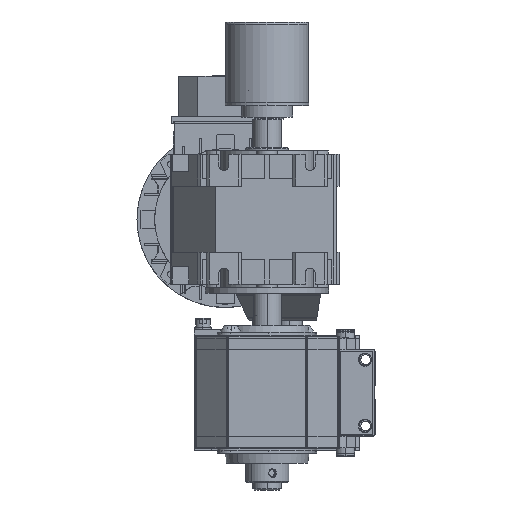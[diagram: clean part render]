
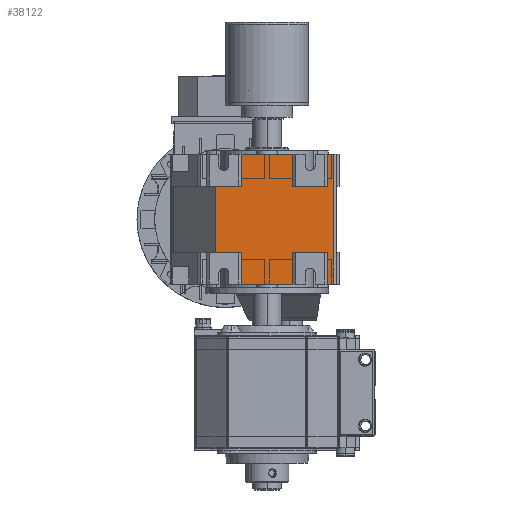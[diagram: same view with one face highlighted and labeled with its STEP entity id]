
A CAD part, left-side view. The second image highlights one B-rep face of the part: STEP entity #38122.
In plain terms, the highlighted planar face has unit normal (-1, 0, 0).
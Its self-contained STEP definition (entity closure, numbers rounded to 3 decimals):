
#250 = VECTOR ( 'NONE', #807, 1000. ) ;
#252 = LINE ( 'NONE', #806, #250 ) ;
#806 = CARTESIAN_POINT ( 'NONE',  ( -48., -45., 42. ) ) ;
#807 = DIRECTION ( 'NONE',  ( 0., 0., 1. ) ) ;
#2104 = PLANE ( 'NONE',  #95926 ) ;
#2105 = CARTESIAN_POINT ( 'NONE',  ( -48., 45., 42. ) ) ;
#2110 = DIRECTION ( 'NONE',  ( -1., 0., 0. ) ) ;
#2111 = DIRECTION ( 'NONE',  ( 0., 0., 1. ) ) ;
#25028 = VERTEX_POINT ( 'NONE', #88583 ) ;
#25029 = VERTEX_POINT ( 'NONE', #88584 ) ;
#25034 = VERTEX_POINT ( 'NONE', #88589 ) ;
#25036 = VERTEX_POINT ( 'NONE', #88591 ) ;
#25038 = VERTEX_POINT ( 'NONE', #88593 ) ;
#25039 = VERTEX_POINT ( 'NONE', #88594 ) ;
#25041 = VERTEX_POINT ( 'NONE', #88596 ) ;
#25042 = VERTEX_POINT ( 'NONE', #88597 ) ;
#25045 = VERTEX_POINT ( 'NONE', #88600 ) ;
#25047 = VERTEX_POINT ( 'NONE', #88602 ) ;
#25086 = VERTEX_POINT ( 'NONE', #88641 ) ;
#25153 = VERTEX_POINT ( 'NONE', #88708 ) ;
#25162 = VERTEX_POINT ( 'NONE', #88717 ) ;
#25165 = VERTEX_POINT ( 'NONE', #88720 ) ;
#25166 = VERTEX_POINT ( 'NONE', #88721 ) ;
#25170 = VERTEX_POINT ( 'NONE', #88725 ) ;
#27744 = EDGE_LOOP ( 'NONE', ( #42897, #42898, #42899, #42900, #42901, #42902, #42903, #42904, #42905, #42906, #42907, #42908, #42909, #42910, #42911, #42912 ) ) ;
#36877 = EDGE_CURVE ( 'NONE', #25036, #25038, #98258, .T. ) ;
#36880 = EDGE_CURVE ( 'NONE', #25038, #25028, #98285, .T. ) ;
#36884 = EDGE_CURVE ( 'NONE', #25028, #25039, #98339, .T. ) ;
#36890 = EDGE_CURVE ( 'NONE', #25039, #25042, #98430, .T. ) ;
#36896 = EDGE_CURVE ( 'NONE', #25042, #25034, #98505, .T. ) ;
#36899 = EDGE_CURVE ( 'NONE', #25034, #25045, #98538, .T. ) ;
#36905 = EDGE_CURVE ( 'NONE', #25045, #25041, #98626, .T. ) ;
#36909 = EDGE_CURVE ( 'NONE', #25041, #25047, #98670, .T. ) ;
#36913 = EDGE_CURVE ( 'NONE', #25047, #25029, #98709, .T. ) ;
#37022 = EDGE_CURVE ( 'NONE', #25029, #25086, #252, .T. ) ;
#37179 = EDGE_CURVE ( 'NONE', #25153, #25036, #72692, .T. ) ;
#37211 = EDGE_CURVE ( 'NONE', #25165, #25153, #72857, .T. ) ;
#37217 = EDGE_CURVE ( 'NONE', #25166, #25086, #72898, .T. ) ;
#37219 = EDGE_CURVE ( 'NONE', #25162, #25166, #72908, .T. ) ;
#37220 = EDGE_CURVE ( 'NONE', #25162, #25170, #72902, .T. ) ;
#37222 = EDGE_CURVE ( 'NONE', #25165, #25170, #72923, .T. ) ;
#38122 = ADVANCED_FACE ( 'FACE187', ( #88242 ), #2104, .T. ) ;
#42897 = ORIENTED_EDGE ( 'NONE', *, *, #37217, .F. ) ;
#42898 = ORIENTED_EDGE ( 'NONE', *, *, #37219, .F. ) ;
#42899 = ORIENTED_EDGE ( 'NONE', *, *, #37220, .T. ) ;
#42900 = ORIENTED_EDGE ( 'NONE', *, *, #37222, .F. ) ;
#42901 = ORIENTED_EDGE ( 'NONE', *, *, #37211, .T. ) ;
#42902 = ORIENTED_EDGE ( 'NONE', *, *, #37179, .T. ) ;
#42903 = ORIENTED_EDGE ( 'NONE', *, *, #36877, .T. ) ;
#42904 = ORIENTED_EDGE ( 'NONE', *, *, #36880, .T. ) ;
#42905 = ORIENTED_EDGE ( 'NONE', *, *, #36884, .T. ) ;
#42906 = ORIENTED_EDGE ( 'NONE', *, *, #36890, .T. ) ;
#42907 = ORIENTED_EDGE ( 'NONE', *, *, #36896, .T. ) ;
#42908 = ORIENTED_EDGE ( 'NONE', *, *, #36899, .T. ) ;
#42909 = ORIENTED_EDGE ( 'NONE', *, *, #36905, .T. ) ;
#42910 = ORIENTED_EDGE ( 'NONE', *, *, #36909, .T. ) ;
#42911 = ORIENTED_EDGE ( 'NONE', *, *, #36913, .T. ) ;
#42912 = ORIENTED_EDGE ( 'NONE', *, *, #37022, .T. ) ;
#72692 = LINE ( 'NONE', #77633, #72696 ) ;
#72696 = VECTOR ( 'NONE', #77634, 1000. ) ;
#72857 = LINE ( 'NONE', #77797, #72865 ) ;
#72865 = VECTOR ( 'NONE', #77799, 1000. ) ;
#72880 = VECTOR ( 'NONE', #77827, 1000. ) ;
#72893 = VECTOR ( 'NONE', #77837, 1000. ) ;
#72898 = LINE ( 'NONE', #77826, #72880 ) ;
#72902 = LINE ( 'NONE', #77830, #72920 ) ;
#72908 = LINE ( 'NONE', #77835, #72893 ) ;
#72913 = VECTOR ( 'NONE', #77850, 1000. ) ;
#72920 = VECTOR ( 'NONE', #77829, 1000. ) ;
#72923 = LINE ( 'NONE', #77848, #72913 ) ;
#77633 = CARTESIAN_POINT ( 'NONE',  ( -48., 45., 42. ) ) ;
#77634 = DIRECTION ( 'NONE',  ( 0., 0., -1. ) ) ;
#77797 = CARTESIAN_POINT ( 'NONE',  ( -48., 45., 18. ) ) ;
#77799 = DIRECTION ( 'NONE',  ( 0., 1., 0. ) ) ;
#77826 = CARTESIAN_POINT ( 'NONE',  ( -48., 45., 18. ) ) ;
#77827 = DIRECTION ( 'NONE',  ( 0., -1., 0. ) ) ;
#77829 = DIRECTION ( 'NONE',  ( 0., 1., 0. ) ) ;
#77830 = CARTESIAN_POINT ( 'NONE',  ( -48., 23., 35.987 ) ) ;
#77835 = CARTESIAN_POINT ( 'NONE',  ( -48., -23., -1. ) ) ;
#77837 = DIRECTION ( 'NONE',  ( 0., 0., -1. ) ) ;
#77848 = CARTESIAN_POINT ( 'NONE',  ( -48., 23., -1. ) ) ;
#77850 = DIRECTION ( 'NONE',  ( 0., 0., 1. ) ) ;
#88242 = FACE_OUTER_BOUND ( 'NONE', #27744, .T. ) ;
#88583 = CARTESIAN_POINT ( 'NONE',  ( -48., 23., -42. ) ) ;
#88584 = CARTESIAN_POINT ( 'NONE',  ( -48., -45., -18. ) ) ;
#88589 = CARTESIAN_POINT ( 'NONE',  ( -48., -45., -46. ) ) ;
#88591 = CARTESIAN_POINT ( 'NONE',  ( -48., 45., -18. ) ) ;
#88593 = CARTESIAN_POINT ( 'NONE',  ( -48., 23., -18. ) ) ;
#88594 = CARTESIAN_POINT ( 'NONE',  ( -48., 45., -42. ) ) ;
#88596 = CARTESIAN_POINT ( 'NONE',  ( -48., -23., -42. ) ) ;
#88597 = CARTESIAN_POINT ( 'NONE',  ( -48., 45., -46. ) ) ;
#88600 = CARTESIAN_POINT ( 'NONE',  ( -48., -45., -42. ) ) ;
#88602 = CARTESIAN_POINT ( 'NONE',  ( -48., -23., -18. ) ) ;
#88641 = CARTESIAN_POINT ( 'NONE',  ( -48., -45., 18. ) ) ;
#88708 = CARTESIAN_POINT ( 'NONE',  ( -48., 45., 18. ) ) ;
#88717 = CARTESIAN_POINT ( 'NONE',  ( -48., -23., 35.987 ) ) ;
#88720 = CARTESIAN_POINT ( 'NONE',  ( -48., 23., 18. ) ) ;
#88721 = CARTESIAN_POINT ( 'NONE',  ( -48., -23., 18. ) ) ;
#88725 = CARTESIAN_POINT ( 'NONE',  ( -48., 23., 35.987 ) ) ;
#95926 = AXIS2_PLACEMENT_3D ( 'NONE', #2105, #2110, #2111 ) ;
#96325 = CARTESIAN_POINT ( 'NONE',  ( -48., 23., 42. ) ) ;
#96347 = CARTESIAN_POINT ( 'NONE',  ( -48., 45., -18. ) ) ;
#96349 = DIRECTION ( 'NONE',  ( 0., -1., 0. ) ) ;
#96374 = DIRECTION ( 'NONE',  ( 0., 0., -1. ) ) ;
#96418 = CARTESIAN_POINT ( 'NONE',  ( -48., 45., -42. ) ) ;
#96420 = DIRECTION ( 'NONE',  ( 0., 1., 0. ) ) ;
#96488 = CARTESIAN_POINT ( 'NONE',  ( -48., 45., 42. ) ) ;
#96490 = DIRECTION ( 'NONE',  ( 0., 0., -1. ) ) ;
#96555 = CARTESIAN_POINT ( 'NONE',  ( -48., 45., -46. ) ) ;
#96557 = DIRECTION ( 'NONE',  ( 0., -1., 0. ) ) ;
#96577 = CARTESIAN_POINT ( 'NONE',  ( -48., -45., 42. ) ) ;
#96579 = DIRECTION ( 'NONE',  ( 0., 0., 1. ) ) ;
#96635 = CARTESIAN_POINT ( 'NONE',  ( -48., 45., -42. ) ) ;
#96636 = DIRECTION ( 'NONE',  ( 0., 1., 0. ) ) ;
#96676 = CARTESIAN_POINT ( 'NONE',  ( -48., -23., 42. ) ) ;
#96677 = DIRECTION ( 'NONE',  ( 0., 0., 1. ) ) ;
#96711 = CARTESIAN_POINT ( 'NONE',  ( -48., 45., -18. ) ) ;
#96713 = DIRECTION ( 'NONE',  ( 0., -1., 0. ) ) ;
#98252 = VECTOR ( 'NONE', #96349, 1000. ) ;
#98258 = LINE ( 'NONE', #96347, #98252 ) ;
#98285 = LINE ( 'NONE', #96325, #98291 ) ;
#98291 = VECTOR ( 'NONE', #96374, 1000. ) ;
#98339 = LINE ( 'NONE', #96418, #98342 ) ;
#98342 = VECTOR ( 'NONE', #96420, 1000. ) ;
#98426 = VECTOR ( 'NONE', #96490, 1000. ) ;
#98430 = LINE ( 'NONE', #96488, #98426 ) ;
#98505 = LINE ( 'NONE', #96555, #98510 ) ;
#98510 = VECTOR ( 'NONE', #96557, 1000. ) ;
#98538 = LINE ( 'NONE', #96577, #98541 ) ;
#98541 = VECTOR ( 'NONE', #96579, 1000. ) ;
#98622 = VECTOR ( 'NONE', #96636, 1000. ) ;
#98626 = LINE ( 'NONE', #96635, #98622 ) ;
#98665 = VECTOR ( 'NONE', #96677, 1000. ) ;
#98670 = LINE ( 'NONE', #96676, #98665 ) ;
#98709 = LINE ( 'NONE', #96711, #98713 ) ;
#98713 = VECTOR ( 'NONE', #96713, 1000. ) ;
